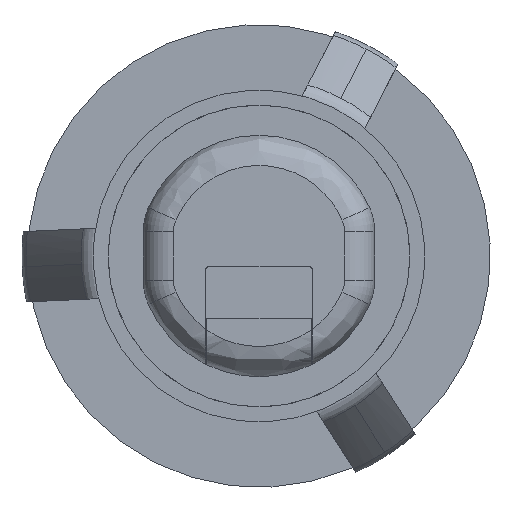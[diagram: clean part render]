
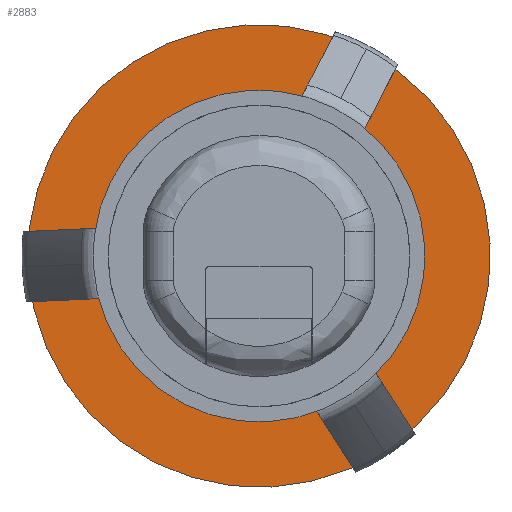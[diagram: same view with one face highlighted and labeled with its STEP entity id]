
A CAD part, front view. The second image highlights one B-rep face of the part: STEP entity #2883.
In plain terms, the highlighted planar face has unit normal (0, -1, 0).
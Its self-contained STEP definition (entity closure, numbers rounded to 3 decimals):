
#119 = ORIENTED_EDGE ( 'NONE', *, *, #8623, .T. ) ;
#313 = CIRCLE ( 'NONE', #6055, 8.25 ) ;
#431 = CARTESIAN_POINT ( 'NONE',  ( 0., 21.3, 0. ) ) ;
#551 = DIRECTION ( 'NONE',  ( 0., 0., -1. ) ) ;
#1025 = ORIENTED_EDGE ( 'NONE', *, *, #9713, .F. ) ;
#1082 = PLANE ( 'NONE',  #4656 ) ;
#1268 = VERTEX_POINT ( 'NONE', #10022 ) ;
#1438 = CARTESIAN_POINT ( 'NONE',  ( 0., 21.3, 11.5 ) ) ;
#1808 = DIRECTION ( 'NONE',  ( 0., 0., -1. ) ) ;
#2031 = VERTEX_POINT ( 'NONE', #1438 ) ;
#2702 = ORIENTED_EDGE ( 'NONE', *, *, #8777, .T. ) ;
#2789 = CARTESIAN_POINT ( 'NONE',  ( 0., 21.3, 0. ) ) ;
#2798 = DIRECTION ( 'NONE',  ( 0., -1., 0. ) ) ;
#2883 = ADVANCED_FACE ( 'NONE', ( #7513, #6461 ), #1082, .T. ) ;
#3264 = VERTEX_POINT ( 'NONE', #5832 ) ;
#3711 = EDGE_LOOP ( 'NONE', ( #119, #2702 ) ) ;
#3871 = CIRCLE ( 'NONE', #5249, 11.5 ) ;
#4656 = AXIS2_PLACEMENT_3D ( 'NONE', #10230, #2798, #1808 ) ;
#5249 = AXIS2_PLACEMENT_3D ( 'NONE', #8102, #8030, #8863 ) ;
#5406 = EDGE_CURVE ( 'NONE', #9184, #3264, #313, .T. ) ;
#5455 = DIRECTION ( 'NONE',  ( 0., -1., 0. ) ) ;
#5832 = CARTESIAN_POINT ( 'NONE',  ( 0., 21.3, 8.25 ) ) ;
#6055 = AXIS2_PLACEMENT_3D ( 'NONE', #8872, #5455, #551 ) ;
#6128 = DIRECTION ( 'NONE',  ( 0., 0., -1. ) ) ;
#6246 = DIRECTION ( 'NONE',  ( 0., -1., 0. ) ) ;
#6292 = CARTESIAN_POINT ( 'NONE',  ( 0., 21.3, -8.25 ) ) ;
#6299 = ORIENTED_EDGE ( 'NONE', *, *, #5406, .F. ) ;
#6461 = FACE_BOUND ( 'NONE', #9433, .T. ) ;
#6808 = CIRCLE ( 'NONE', #6944, 8.25 ) ;
#6944 = AXIS2_PLACEMENT_3D ( 'NONE', #431, #6246, #8756 ) ;
#7513 = FACE_OUTER_BOUND ( 'NONE', #3711, .T. ) ;
#8030 = DIRECTION ( 'NONE',  ( 0., -1., 0. ) ) ;
#8102 = CARTESIAN_POINT ( 'NONE',  ( 0., 21.3, 0. ) ) ;
#8615 = DIRECTION ( 'NONE',  ( 0., -1., 0. ) ) ;
#8623 = EDGE_CURVE ( 'NONE', #1268, #2031, #10151, .T. ) ;
#8756 = DIRECTION ( 'NONE',  ( 0., 0., -1. ) ) ;
#8777 = EDGE_CURVE ( 'NONE', #2031, #1268, #3871, .T. ) ;
#8863 = DIRECTION ( 'NONE',  ( 0., 0., -1. ) ) ;
#8872 = CARTESIAN_POINT ( 'NONE',  ( 0., 21.3, 0. ) ) ;
#9184 = VERTEX_POINT ( 'NONE', #6292 ) ;
#9383 = AXIS2_PLACEMENT_3D ( 'NONE', #2789, #8615, #6128 ) ;
#9433 = EDGE_LOOP ( 'NONE', ( #6299, #1025 ) ) ;
#9713 = EDGE_CURVE ( 'NONE', #3264, #9184, #6808, .T. ) ;
#10022 = CARTESIAN_POINT ( 'NONE',  ( 0., 21.3, -11.5 ) ) ;
#10151 = CIRCLE ( 'NONE', #9383, 11.5 ) ;
#10230 = CARTESIAN_POINT ( 'NONE',  ( 8.25, 21.3, 0. ) ) ;
